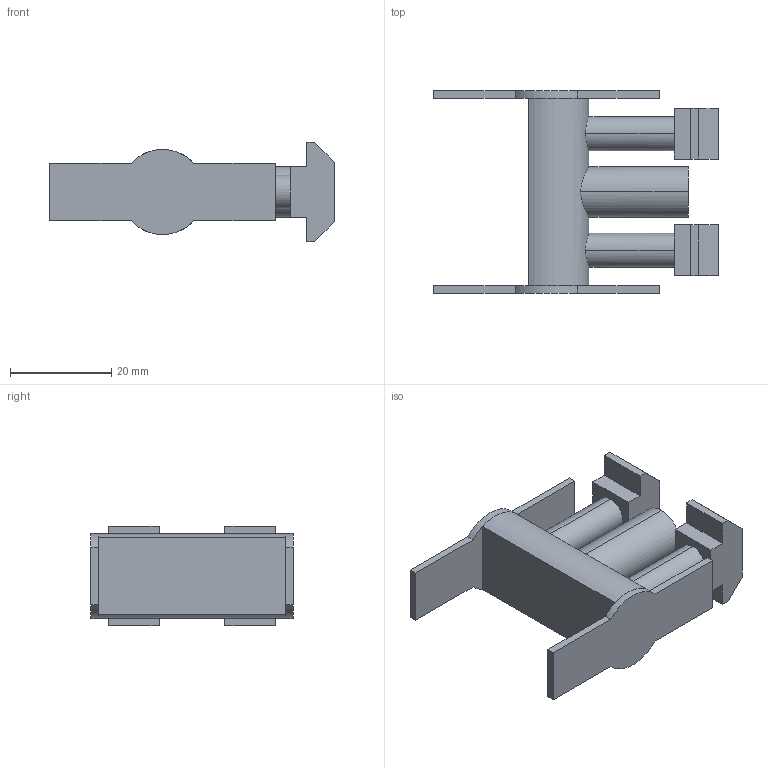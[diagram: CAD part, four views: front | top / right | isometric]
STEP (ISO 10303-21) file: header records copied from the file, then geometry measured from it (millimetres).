
FILE_DESCRIPTION(('STEP AP214'),'1');
FILE_NAME('cctmp_E7A238D1-A4A9-4810-BAA1-9A3106706052_2020_1_20_10_27_38_232..stp','2020-01-20T09:27:38',('Bosch Rexroth AG'),('CADClick - www.CADClick.com'),'Spatial InterOp 3D',' ','unknown authorization - (Healing Option Enabled)');
FILE_SCHEMA(('AUTOMOTIVE_DESIGN'));
Length unit declared in the file: millimetre
Products named in the file (1): 2020_01_20__10-27-38-232
Bounding box: 56.27 x 40 x 19.6 mm (x, y, z)
Volume: 13129.9 mm3; surface area: 6791.9 mm2
Topology: 1 solids, 1 shells, 56 faces, 148 edges, 96 vertices
Faces by surface type: plane 44, cylinder 12
Entity records: 2362 total; most frequent: CARTESIAN_POINT 505, ORIENTED_EDGE 296, DIRECTION 272, EDGE_CURVE 148, LINE 114, VECTOR 114, VERTEX_POINT 96, AXIS2_PLACEMENT_3D 79
